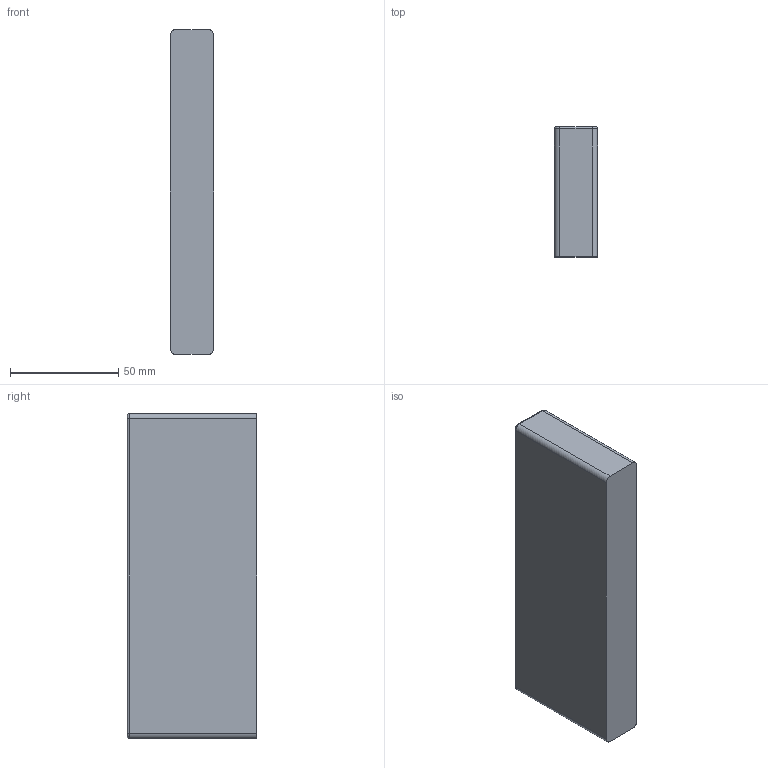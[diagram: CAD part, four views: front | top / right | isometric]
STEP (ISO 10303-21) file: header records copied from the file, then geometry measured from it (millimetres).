
FILE_DESCRIPTION(/* description */ (''),/* implementation_level */ '2;1');
FILE_NAME(/* name */ 'Card Holder 01 v2.step',/* time_stamp */ '2024-01-10T00:08:53-06:00',/* author */ (''),/* organization */ (''),/* preprocessor_version */ 'ST-DEVELOPER v20',/* originating_system */ 'Autodesk Translation Framework v12.14.0.127',/* authorisation */ '');
FILE_SCHEMA (('AUTOMOTIVE_DESIGN { 1 0 10303 214 3 1 1 }'));
Length unit declared in the file: millimetre
Products named in the file (1): Card Holder 01
Bounding box: 20 x 60 x 150 mm (x, y, z)
Volume: 97588.6 mm3; surface area: 44160.9 mm2
Topology: 1 solids, 1 shells, 68 faces, 152 edges, 88 vertices
Faces by surface type: cylinder 32, torus 20, plane 16
Entity records: 1920 total; most frequent: DIRECTION 374, CARTESIAN_POINT 309, ORIENTED_EDGE 304, AXIS2_PLACEMENT_3D 153, EDGE_CURVE 152, VERTEX_POINT 88, CIRCLE 84, EDGE_LOOP 70
